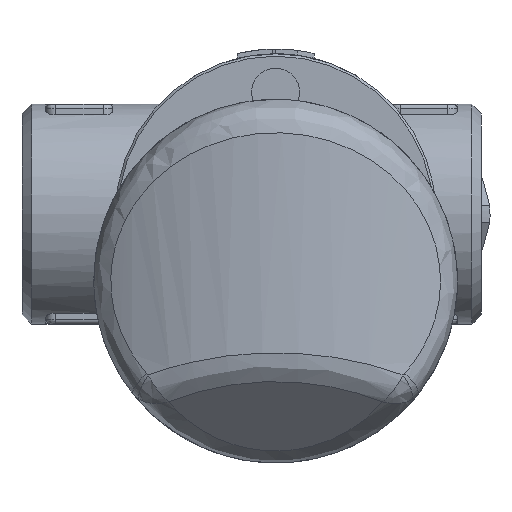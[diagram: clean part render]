
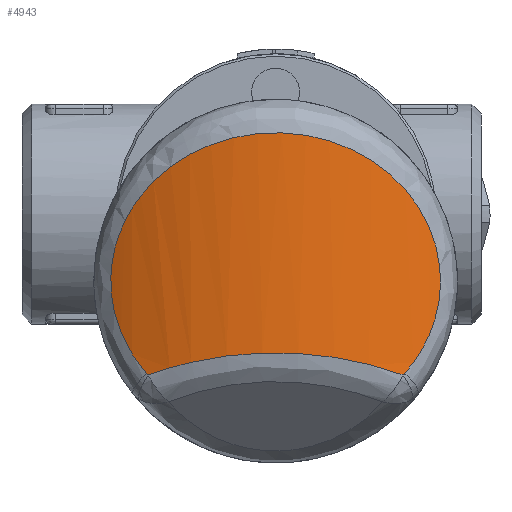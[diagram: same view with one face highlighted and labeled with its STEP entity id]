
A CAD part, left-side view. The second image highlights one B-rep face of the part: STEP entity #4943.
In plain terms, the highlighted cylindrical face has radius 70 mm (diameter 140 mm), a partial arc.
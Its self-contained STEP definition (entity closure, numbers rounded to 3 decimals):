
#235=ELLIPSE('',#5490,93.179,70.);
#1160=CYLINDRICAL_SURFACE('',#5493,70.);
#1462=FACE_OUTER_BOUND('',#1827,.T.);
#1827=EDGE_LOOP('',(#4516,#4517,#4518,#4519));
#2015=B_SPLINE_CURVE_WITH_KNOTS('',3,(#10662,#10663,#10664,#10665),
 .UNSPECIFIED.,.F.,.F.,(4,4),(0.,0.047),
 .UNSPECIFIED.);
#2020=B_SPLINE_CURVE_WITH_KNOTS('',3,(#10759,#10760,#10761,#10762),
 .UNSPECIFIED.,.F.,.F.,(4,4),(0.,0.047),
 .UNSPECIFIED.);
#2023=B_SPLINE_CURVE_WITH_KNOTS('',3,(#10896,#10897,#10898,#10899,#10900,
#10901,#10902,#10903,#10904,#10905,#10906,#10907,#10908,#10909,#10910,#10911,
#10912,#10913,#10914,#10915,#10916,#10917,#10918,#10919,#10920,#10921,#10922,
#10923,#10924,#10925,#10926,#10927,#10928,#10929,#10930,#10931,#10932,#10933,
#10934,#10935,#10936,#10937,#10938,#10939,#10940,#10941,#10942,#10943,#10944,
#10945,#10946,#10947,#10948,#10949,#10950,#10951,#10952,#10953,#10954,#10955,
#10956,#10957,#10958,#10959,#10960,#10961,#10962,#10963,#10964,#10965,#10966,
#10967,#10968,#10969,#10970,#10971,#10972,#10973,#10974),.UNSPECIFIED.,
 .F.,.F.,(4,3,3,3,3,3,3,3,3,3,3,3,3,3,3,3,3,3,3,3,3,3,3,3,3,3,4),(12.67,
13.172,13.674,14.677,15.681,16.684,
17.186,18.022,18.691,19.36,19.778,
20.029,20.363,20.697,21.366,21.868,
22.704,23.039,23.373,24.042,24.711,
24.836,25.213,25.714,26.216,26.342,
26.718),.UNSPECIFIED.);
#2448=VERTEX_POINT('',#10659);
#2449=VERTEX_POINT('',#10661);
#2452=VERTEX_POINT('',#10749);
#2455=VERTEX_POINT('',#10757);
#3141=EDGE_CURVE('',#2448,#2449,#2015,.T.);
#3149=EDGE_CURVE('',#2455,#2452,#2020,.T.);
#3154=EDGE_CURVE('',#2449,#2455,#235,.T.);
#3156=EDGE_CURVE('',#2452,#2448,#2023,.T.);
#4516=ORIENTED_EDGE('',*,*,#3141,.F.);
#4517=ORIENTED_EDGE('',*,*,#3156,.F.);
#4518=ORIENTED_EDGE('',*,*,#3149,.F.);
#4519=ORIENTED_EDGE('',*,*,#3154,.F.);
#4943=ADVANCED_FACE('',(#1462),#1160,.T.);
#5490=AXIS2_PLACEMENT_3D('',#10892,#6778,#6779);
#5493=AXIS2_PLACEMENT_3D('',#10895,#6784,#6785);
#6778=DIRECTION('center_axis',(-0.66,0.,
-0.751));
#6779=DIRECTION('ref_axis',(-0.751,0.,0.66));
#6784=DIRECTION('center_axis',(0.,0.,1.));
#6785=DIRECTION('ref_axis',(0.84,0.543,0.));
#10659=CARTESIAN_POINT('',(-40.594,-26.975,-19.277));
#10661=CARTESIAN_POINT('',(-40.741,-26.619,-19.599));
#10662=CARTESIAN_POINT('Ctrl Pts',(-40.594,-26.975,
-19.277));
#10663=CARTESIAN_POINT('Ctrl Pts',(-40.638,-26.869,
-19.397));
#10664=CARTESIAN_POINT('Ctrl Pts',(-40.687,-26.75,
-19.506));
#10665=CARTESIAN_POINT('Ctrl Pts',(-40.741,-26.619,
-19.599));
#10749=CARTESIAN_POINT('',(-40.594,26.975,-19.277));
#10757=CARTESIAN_POINT('',(-40.741,26.619,-19.599));
#10759=CARTESIAN_POINT('Ctrl Pts',(-40.741,26.619,-19.599));
#10760=CARTESIAN_POINT('Ctrl Pts',(-40.687,26.75,-19.506));
#10761=CARTESIAN_POINT('Ctrl Pts',(-40.638,26.869,-19.397));
#10762=CARTESIAN_POINT('Ctrl Pts',(-40.594,26.975,-19.277));
#10892=CARTESIAN_POINT('Origin',(24.,0.,-76.479));
#10895=CARTESIAN_POINT('Origin',(24.,0.,0.));
#10896=CARTESIAN_POINT('Ctrl Pts',(-40.594,26.975,-19.277));
#10897=CARTESIAN_POINT('Ctrl Pts',(-40.124,28.101,-18.001));
#10898=CARTESIAN_POINT('Ctrl Pts',(-39.662,29.122,-16.634));
#10899=CARTESIAN_POINT('Ctrl Pts',(-39.237,30.017,-15.203));
#10900=CARTESIAN_POINT('Ctrl Pts',(-38.812,30.913,-13.772));
#10901=CARTESIAN_POINT('Ctrl Pts',(-38.424,31.682,-12.279));
#10902=CARTESIAN_POINT('Ctrl Pts',(-38.093,32.317,-10.726));
#10903=CARTESIAN_POINT('Ctrl Pts',(-37.433,33.587,-7.622));
#10904=CARTESIAN_POINT('Ctrl Pts',(-37.007,34.32,-4.283));
#10905=CARTESIAN_POINT('Ctrl Pts',(-36.945,34.431,-0.922));
#10906=CARTESIAN_POINT('Ctrl Pts',(-36.882,34.542,2.439));
#10907=CARTESIAN_POINT('Ctrl Pts',(-37.183,34.032,5.822));
#10908=CARTESIAN_POINT('Ctrl Pts',(-37.753,32.961,9.003));
#10909=CARTESIAN_POINT('Ctrl Pts',(-38.324,31.89,12.184));
#10910=CARTESIAN_POINT('Ctrl Pts',(-39.163,30.258,15.164));
#10911=CARTESIAN_POINT('Ctrl Pts',(-40.079,28.177,17.829));
#10912=CARTESIAN_POINT('Ctrl Pts',(-40.537,27.137,19.162));
#10913=CARTESIAN_POINT('Ctrl Pts',(-41.013,25.984,20.416));
#10914=CARTESIAN_POINT('Ctrl Pts',(-41.488,24.724,21.584));
#10915=CARTESIAN_POINT('Ctrl Pts',(-42.28,22.625,23.531));
#10916=CARTESIAN_POINT('Ctrl Pts',(-43.068,20.23,25.239));
#10917=CARTESIAN_POINT('Ctrl Pts',(-43.748,17.617,26.64));
#10918=CARTESIAN_POINT('Ctrl Pts',(-44.292,15.526,27.76));
#10919=CARTESIAN_POINT('Ctrl Pts',(-44.767,13.297,28.684));
#10920=CARTESIAN_POINT('Ctrl Pts',(-45.137,10.957,29.389));
#10921=CARTESIAN_POINT('Ctrl Pts',(-45.507,8.617,30.094));
#10922=CARTESIAN_POINT('Ctrl Pts',(-45.772,6.166,30.581));
#10923=CARTESIAN_POINT('Ctrl Pts',(-45.903,3.702,30.822));
#10924=CARTESIAN_POINT('Ctrl Pts',(-45.985,2.162,30.972));
#10925=CARTESIAN_POINT('Ctrl Pts',(-46.014,0.617,31.026));
#10926=CARTESIAN_POINT('Ctrl Pts',(-45.994,-0.934,
30.988));
#10927=CARTESIAN_POINT('Ctrl Pts',(-45.981,-1.864,
30.965));
#10928=CARTESIAN_POINT('Ctrl Pts',(-45.95,-2.797,30.909));
#10929=CARTESIAN_POINT('Ctrl Pts',(-45.901,-3.728,30.818));
#10930=CARTESIAN_POINT('Ctrl Pts',(-45.835,-4.968,
30.697));
#10931=CARTESIAN_POINT('Ctrl Pts',(-45.735,-6.204,
30.513));
#10932=CARTESIAN_POINT('Ctrl Pts',(-45.606,-7.418,
30.273));
#10933=CARTESIAN_POINT('Ctrl Pts',(-45.477,-8.632,
30.032));
#10934=CARTESIAN_POINT('Ctrl Pts',(-45.318,-9.824,
29.734));
#10935=CARTESIAN_POINT('Ctrl Pts',(-45.132,-10.99,
29.38));
#10936=CARTESIAN_POINT('Ctrl Pts',(-44.761,-13.323,
28.673));
#10937=CARTESIAN_POINT('Ctrl Pts',(-44.284,-15.554,27.745));
#10938=CARTESIAN_POINT('Ctrl Pts',(-43.74,-17.643,
26.624));
#10939=CARTESIAN_POINT('Ctrl Pts',(-43.332,-19.209,25.783));
#10940=CARTESIAN_POINT('Ctrl Pts',(-42.887,-20.695,24.834));
#10941=CARTESIAN_POINT('Ctrl Pts',(-42.425,-22.085,
23.79));
#10942=CARTESIAN_POINT('Ctrl Pts',(-41.655,-24.401,
22.049));
#10943=CARTESIAN_POINT('Ctrl Pts',(-40.839,-26.448,20.046));
#10944=CARTESIAN_POINT('Ctrl Pts',(-40.073,-28.189,
17.812));
#10945=CARTESIAN_POINT('Ctrl Pts',(-39.767,-28.885,
16.919));
#10946=CARTESIAN_POINT('Ctrl Pts',(-39.468,-29.533,
15.989));
#10947=CARTESIAN_POINT('Ctrl Pts',(-39.188,-30.122,15.035));
#10948=CARTESIAN_POINT('Ctrl Pts',(-38.907,-30.711,
14.081));
#10949=CARTESIAN_POINT('Ctrl Pts',(-38.644,-31.242,
13.103));
#10950=CARTESIAN_POINT('Ctrl Pts',(-38.402,-31.717,
12.092));
#10951=CARTESIAN_POINT('Ctrl Pts',(-37.919,-32.667,10.07));
#10952=CARTESIAN_POINT('Ctrl Pts',(-37.523,-33.394,7.914));
#10953=CARTESIAN_POINT('Ctrl Pts',(-37.269,-33.853,5.719));
#10954=CARTESIAN_POINT('Ctrl Pts',(-37.016,-34.313,3.525));
#10955=CARTESIAN_POINT('Ctrl Pts',(-36.905,-34.504,
1.292));
#10956=CARTESIAN_POINT('Ctrl Pts',(-36.948,-34.428,-0.953));
#10957=CARTESIAN_POINT('Ctrl Pts',(-36.957,-34.413,
-1.374));
#10958=CARTESIAN_POINT('Ctrl Pts',(-36.97,-34.39,
-1.795));
#10959=CARTESIAN_POINT('Ctrl Pts',(-36.989,-34.356,
-2.216));
#10960=CARTESIAN_POINT('Ctrl Pts',(-37.045,-34.256,
-3.476));
#10961=CARTESIAN_POINT('Ctrl Pts',(-37.15,-34.07,
-4.726));
#10962=CARTESIAN_POINT('Ctrl Pts',(-37.297,-33.803,-5.954));
#10963=CARTESIAN_POINT('Ctrl Pts',(-37.493,-33.447,
-7.592));
#10964=CARTESIAN_POINT('Ctrl Pts',(-37.766,-32.947,
-9.192));
#10965=CARTESIAN_POINT('Ctrl Pts',(-38.098,-32.309,
-10.745));
#10966=CARTESIAN_POINT('Ctrl Pts',(-38.43,-31.67,
-12.299));
#10967=CARTESIAN_POINT('Ctrl Pts',(-38.822,-30.894,
-13.806));
#10968=CARTESIAN_POINT('Ctrl Pts',(-39.245,-30.002,
-15.229));
#10969=CARTESIAN_POINT('Ctrl Pts',(-39.35,-29.779,-15.584));
#10970=CARTESIAN_POINT('Ctrl Pts',(-39.458,-29.549,
-15.935));
#10971=CARTESIAN_POINT('Ctrl Pts',(-39.568,-29.312,
-16.281));
#10972=CARTESIAN_POINT('Ctrl Pts',(-39.896,-28.599,
-17.32));
#10973=CARTESIAN_POINT('Ctrl Pts',(-40.241,-27.82,
-18.32));
#10974=CARTESIAN_POINT('Ctrl Pts',(-40.594,-26.975,
-19.277));
